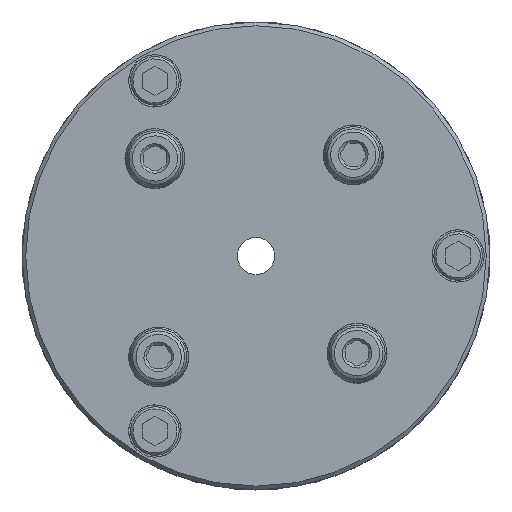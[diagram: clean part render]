
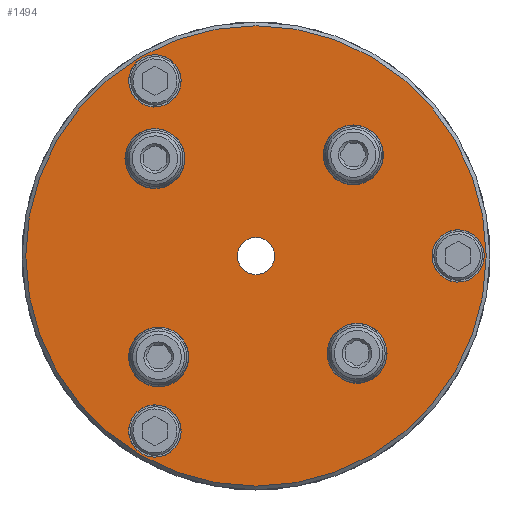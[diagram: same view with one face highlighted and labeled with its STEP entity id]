
A CAD part, top view. The second image highlights one B-rep face of the part: STEP entity #1494.
In plain terms, the highlighted face is planar.
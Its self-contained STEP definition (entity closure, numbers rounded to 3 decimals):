
#1494=ADVANCED_FACE('',(#2004,#2005,#2006,#2007,#2008,#2009,#2010,#2011,
#2012),#1665,.T.);
#1665=PLANE('',#5936);
#2004=FACE_BOUND('',#2592,.T.);
#2005=FACE_BOUND('',#2593,.T.);
#2006=FACE_BOUND('',#2594,.T.);
#2007=FACE_BOUND('',#2595,.T.);
#2008=FACE_BOUND('',#2596,.T.);
#2009=FACE_BOUND('',#2597,.T.);
#2010=FACE_BOUND('',#2598,.T.);
#2011=FACE_BOUND('',#2599,.T.);
#2012=FACE_BOUND('',#2600,.T.);
#2592=EDGE_LOOP('',(#3920));
#2593=EDGE_LOOP('',(#3921));
#2594=EDGE_LOOP('',(#3922));
#2595=EDGE_LOOP('',(#3923));
#2596=EDGE_LOOP('',(#3924));
#2597=EDGE_LOOP('',(#3925));
#2598=EDGE_LOOP('',(#3926));
#2599=EDGE_LOOP('',(#3927));
#2600=EDGE_LOOP('',(#3928));
#3920=ORIENTED_EDGE('',*,*,#5132,.T.);
#3921=ORIENTED_EDGE('',*,*,#5133,.T.);
#3922=ORIENTED_EDGE('',*,*,#5134,.T.);
#3923=ORIENTED_EDGE('',*,*,#5135,.F.);
#3924=ORIENTED_EDGE('',*,*,#5136,.F.);
#3925=ORIENTED_EDGE('',*,*,#5137,.F.);
#3926=ORIENTED_EDGE('',*,*,#5138,.F.);
#3927=ORIENTED_EDGE('',*,*,#5139,.T.);
#3928=ORIENTED_EDGE('',*,*,#5140,.T.);
#4468=VERTEX_POINT('',#12461);
#4469=VERTEX_POINT('',#12463);
#4470=VERTEX_POINT('',#12465);
#4471=VERTEX_POINT('',#12467);
#4472=VERTEX_POINT('',#12469);
#4473=VERTEX_POINT('',#12471);
#4474=VERTEX_POINT('',#12473);
#4475=VERTEX_POINT('',#12475);
#4476=VERTEX_POINT('',#12477);
#5132=EDGE_CURVE('',#4468,#4468,#5379,.T.);
#5133=EDGE_CURVE('',#4469,#4469,#5380,.T.);
#5134=EDGE_CURVE('',#4470,#4470,#5381,.T.);
#5135=EDGE_CURVE('',#4471,#4471,#5382,.T.);
#5136=EDGE_CURVE('',#4472,#4472,#5383,.T.);
#5137=EDGE_CURVE('',#4473,#4473,#5384,.T.);
#5138=EDGE_CURVE('',#4474,#4474,#5385,.T.);
#5139=EDGE_CURVE('',#4475,#4475,#5386,.T.);
#5140=EDGE_CURVE('',#4476,#4476,#5387,.T.);
#5379=CIRCLE('',#5927,61.5);
#5380=CIRCLE('',#5928,7.);
#5381=CIRCLE('',#5929,5.);
#5382=CIRCLE('',#5930,6.);
#5383=CIRCLE('',#5931,6.);
#5384=CIRCLE('',#5932,6.);
#5385=CIRCLE('',#5933,6.);
#5386=CIRCLE('',#5934,7.);
#5387=CIRCLE('',#5935,7.);
#5927=AXIS2_PLACEMENT_3D('',#12460,#7240,#7241);
#5928=AXIS2_PLACEMENT_3D('',#12462,#7242,#7243);
#5929=AXIS2_PLACEMENT_3D('',#12464,#7244,#7245);
#5930=AXIS2_PLACEMENT_3D('',#12466,#7246,#7247);
#5931=AXIS2_PLACEMENT_3D('',#12468,#7248,#7249);
#5932=AXIS2_PLACEMENT_3D('',#12470,#7250,#7251);
#5933=AXIS2_PLACEMENT_3D('',#12472,#7252,#7253);
#5934=AXIS2_PLACEMENT_3D('',#12474,#7254,#7255);
#5935=AXIS2_PLACEMENT_3D('',#12476,#7256,#7257);
#5936=AXIS2_PLACEMENT_3D('',#12478,#7258,#7259);
#7240=DIRECTION('',(0.,0.,-1.));
#7241=DIRECTION('',(-1.,0.,0.));
#7242=DIRECTION('',(0.,0.,1.));
#7243=DIRECTION('',(-0.5,-0.866,0.));
#7244=DIRECTION('',(0.,0.,1.));
#7245=DIRECTION('',(0.,1.,0.));
#7246=DIRECTION('',(0.,0.,-1.));
#7247=DIRECTION('',(0.,1.,0.));
#7248=DIRECTION('',(0.,0.,-1.));
#7249=DIRECTION('',(0.,1.,0.));
#7250=DIRECTION('',(0.,0.,-1.));
#7251=DIRECTION('',(0.,1.,0.));
#7252=DIRECTION('',(0.,0.,-1.));
#7253=DIRECTION('',(0.,1.,0.));
#7254=DIRECTION('',(0.,0.,1.));
#7255=DIRECTION('',(1.,0.,0.));
#7256=DIRECTION('',(0.,0.,1.));
#7257=DIRECTION('',(-0.5,0.866,0.));
#7258=DIRECTION('',(0.,0.,-1.));
#7259=DIRECTION('',(0.,1.,0.));
#12460=CARTESIAN_POINT('',(800.,-1749.,98.));
#12461=CARTESIAN_POINT('',(738.5,-1749.,98.));
#12462=CARTESIAN_POINT('',(773.,-1795.765,98.));
#12463=CARTESIAN_POINT('',(769.5,-1801.828,98.));
#12464=CARTESIAN_POINT('',(800.,-1749.,98.));
#12465=CARTESIAN_POINT('',(800.,-1744.,98.));
#12466=CARTESIAN_POINT('',(774.,-1723.,98.));
#12467=CARTESIAN_POINT('',(774.,-1717.,98.));
#12468=CARTESIAN_POINT('',(826.,-1723.,98.));
#12469=CARTESIAN_POINT('',(826.,-1717.,98.));
#12470=CARTESIAN_POINT('',(774.,-1775.,98.));
#12471=CARTESIAN_POINT('',(774.,-1769.,98.));
#12472=CARTESIAN_POINT('',(826.,-1775.,98.));
#12473=CARTESIAN_POINT('',(826.,-1769.,98.));
#12474=CARTESIAN_POINT('',(854.,-1749.,98.));
#12475=CARTESIAN_POINT('',(861.,-1749.,98.));
#12476=CARTESIAN_POINT('',(773.,-1702.235,98.));
#12477=CARTESIAN_POINT('',(769.5,-1696.172,98.));
#12478=CARTESIAN_POINT('',(800.,-1749.,98.));
